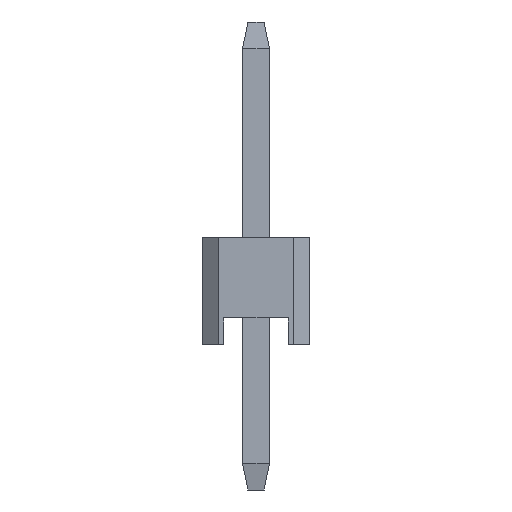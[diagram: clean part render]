
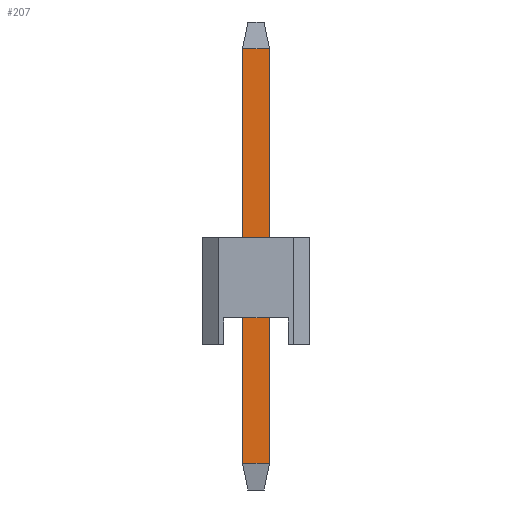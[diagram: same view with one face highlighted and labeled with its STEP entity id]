
A CAD part, left-side view. The second image highlights one B-rep face of the part: STEP entity #207.
In plain terms, the highlighted planar face has unit normal (-1, 0, 0).
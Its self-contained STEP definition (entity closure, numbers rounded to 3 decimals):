
#207=ADVANCED_FACE('',(#579),#5579,.T.);
#579=FACE_OUTER_BOUND('',#951,.T.);
#951=EDGE_LOOP('',(#1354,#1355,#1356,#1357));
#1354=ORIENTED_EDGE('',*,*,#3183,.F.);
#1355=ORIENTED_EDGE('',*,*,#3184,.F.);
#1356=ORIENTED_EDGE('',*,*,#3185,.F.);
#1357=ORIENTED_EDGE('',*,*,#3182,.F.);
#3182=EDGE_CURVE('',#5010,#5011,#4096,.T.);
#3183=EDGE_CURVE('',#5012,#5010,#4097,.T.);
#3184=EDGE_CURVE('',#5013,#5012,#4098,.T.);
#3185=EDGE_CURVE('',#5011,#5013,#4099,.T.);
#4096=B_SPLINE_CURVE_WITH_KNOTS('',1,(#6758,#6759),.UNSPECIFIED.,.F.,.F.,
(2,2),(-7.7,0.),.UNSPECIFIED.);
#4097=B_SPLINE_CURVE_WITH_KNOTS('',1,(#6760,#6761),.UNSPECIFIED.,.F.,.F.,
(2,2),(-0.5,0.),.UNSPECIFIED.);
#4098=B_SPLINE_CURVE_WITH_KNOTS('',1,(#6762,#6763),.UNSPECIFIED.,.F.,.F.,
(2,2),(-7.7,0.),.UNSPECIFIED.);
#4099=B_SPLINE_CURVE_WITH_KNOTS('',1,(#6764,#6765),.UNSPECIFIED.,.F.,.F.,
(2,2),(-0.5,0.),.UNSPECIFIED.);
#5010=VERTEX_POINT('',#6738);
#5011=VERTEX_POINT('',#6739);
#5012=VERTEX_POINT('',#6740);
#5013=VERTEX_POINT('',#6741);
#5579=PLANE('',#5971);
#5971=AXIS2_PLACEMENT_3D('',#6721,#6346,$);
#6346=DIRECTION('',(-1.,0.,0.));
#6721=CARTESIAN_POINT('',(-0.25,89.04,6.34));
#6738=CARTESIAN_POINT('',(-0.25,89.75,5.51));
#6739=CARTESIAN_POINT('',(-0.25,89.75,-2.19));
#6740=CARTESIAN_POINT('',(-0.25,90.25,5.51));
#6741=CARTESIAN_POINT('',(-0.25,90.25,-2.19));
#6758=CARTESIAN_POINT('',(-0.25,89.75,5.51));
#6759=CARTESIAN_POINT('',(-0.25,89.75,-2.19));
#6760=CARTESIAN_POINT('',(-0.25,90.25,5.51));
#6761=CARTESIAN_POINT('',(-0.25,89.75,5.51));
#6762=CARTESIAN_POINT('',(-0.25,90.25,-2.19));
#6763=CARTESIAN_POINT('',(-0.25,90.25,5.51));
#6764=CARTESIAN_POINT('',(-0.25,89.75,-2.19));
#6765=CARTESIAN_POINT('',(-0.25,90.25,-2.19));
